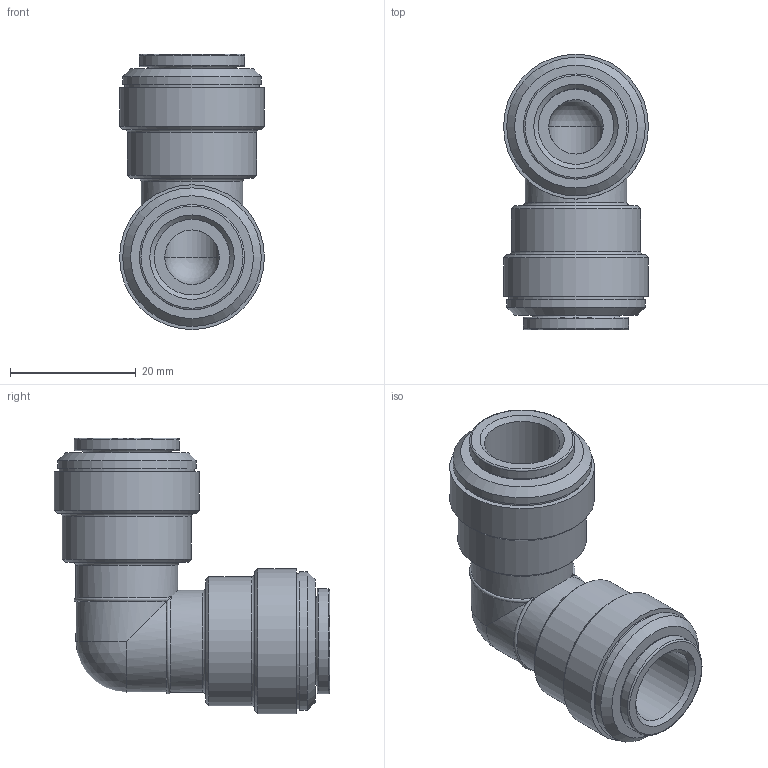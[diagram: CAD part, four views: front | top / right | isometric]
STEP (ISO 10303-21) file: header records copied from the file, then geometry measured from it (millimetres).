
FILE_DESCRIPTION(/* description */ ('STEP AP214'),/* implementation_level */ '2;1');
FILE_NAME(/* name */ '177691_CQL-12',/* time_stamp */ '2024-08-06T15:25:24+02:00',/* author */ ('License CC BY-ND 4.0'),/* organization */ ('CADENAS'),/* preprocessor_version */ 'ST-DEVELOPER v19.3',/* originating_system */ 'PARTsolutions',/* authorisation */ ' ');
FILE_SCHEMA (('AUTOMOTIVE_DESIGN {1 0 10303 214 3 1 1}'));
Length unit declared in the file: millimetre
Products named in the file (1): 177691 CQL-12
Bounding box: 23 x 43.7 x 43.7 mm (x, y, z)
Volume: 12216.2 mm3; surface area: 7314 mm2
Topology: 1 solids, 1 shells, 62 faces, 116 edges, 68 vertices
Faces by surface type: cylinder 20, torus 16, plane 16, cone 8, sphere 2
Full cylindrical faces by diameter (mm): 8.65 x2, 12 x2, 13.7 x2, 16.15 x2, 16.7 x2, 20.5 x2, 21.4 x2, 22 x2, 23 x2
Entity records: 1374 total; most frequent: CARTESIAN_POINT 253, DIRECTION 250, ORIENTED_EDGE 148, AXIS2_PLACEMENT_3D 125, EDGE_LOOP 114, FACE_BOUND 114, EDGE_CURVE 74, VERTEX_POINT 64
